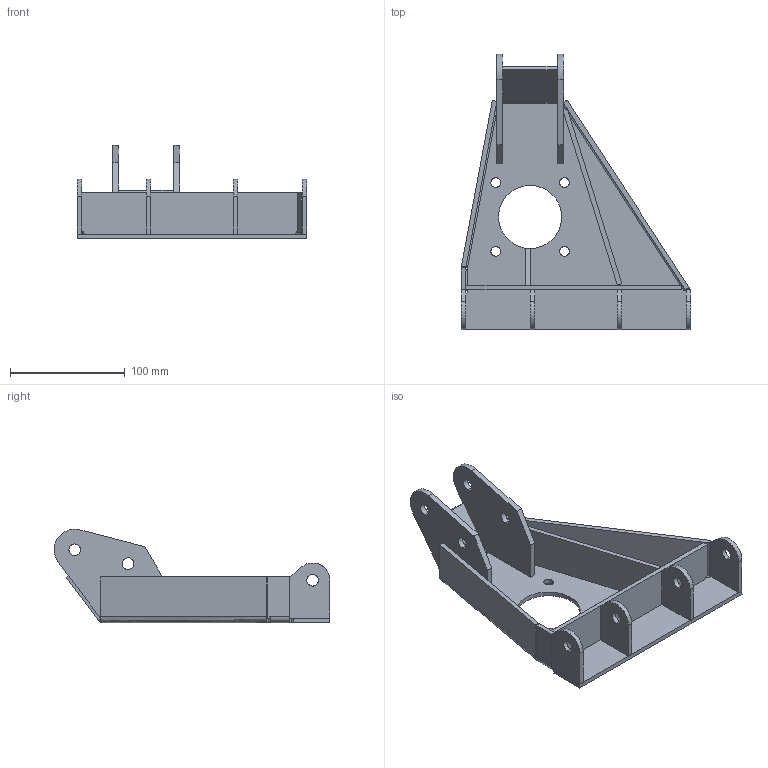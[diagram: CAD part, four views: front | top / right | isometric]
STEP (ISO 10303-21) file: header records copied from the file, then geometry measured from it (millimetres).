
FILE_DESCRIPTION(/* description */ (''),/* implementation_level */ '2;1');
FILE_NAME(/* name */ 'P5',/* time_stamp */ '2017-08-10T11:37:44+02:00',/* author */ (''),/* organization */ (''),/* preprocessor_version */ 'ST-DEVELOPER v15',/* originating_system */ '',/* authorisation */ '');
FILE_SCHEMA (('CONFIG_CONTROL_DESIGN'));
Length unit declared in the file: millimetre
Products named in the file (1): Document
Bounding box: 200 x 240.52 x 81.69 mm (x, y, z)
Volume: 292284.8 mm3; surface area: 156543.4 mm2
Topology: 10 solids, 10 shells, 147 faces, 375 edges, 248 vertices
Faces by surface type: plane 99, bspline 48
Entity records: 4862 total; most frequent: CARTESIAN_POINT 2309, ORIENTED_EDGE 750, EDGE_CURVE 375, B_SPLINE_CURVE_WITH_KNOTS 276, VERTEX_POINT 248, EDGE_LOOP 173, ADVANCED_FACE 147, FACE_OUTER_BOUND 147
